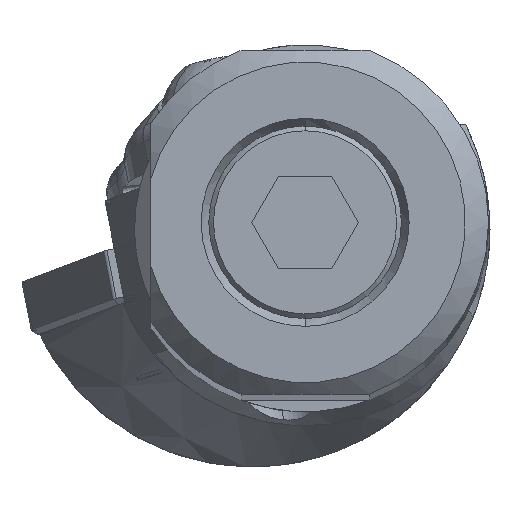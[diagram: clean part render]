
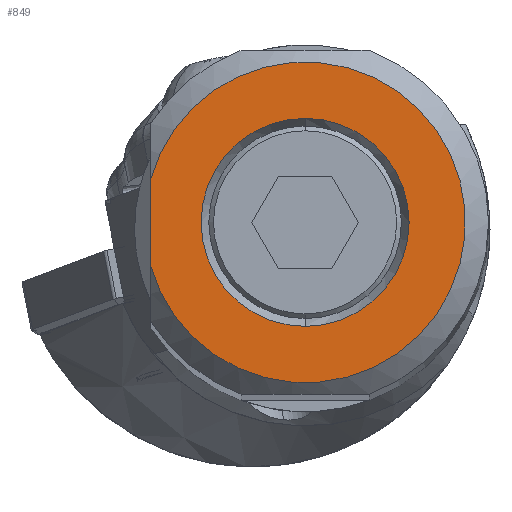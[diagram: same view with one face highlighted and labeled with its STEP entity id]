
A CAD part, top view. The second image highlights one B-rep face of the part: STEP entity #849.
In plain terms, the highlighted planar face has unit normal (0, 0, 1).
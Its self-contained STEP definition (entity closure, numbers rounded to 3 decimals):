
#849=ADVANCED_FACE('',(#1224,#1225),#1148,.T.);
#1148=PLANE('',#5391);
#1224=FACE_BOUND('',#1254,.T.);
#1225=FACE_BOUND('',#1255,.T.);
#1254=EDGE_LOOP('',(#2086,#2087));
#1255=EDGE_LOOP('',(#2088,#2089));
#1568=LINE('',#7343,#1826);
#1826=VECTOR('',#5979,1.);
#2086=ORIENTED_EDGE('',*,*,#4173,.F.);
#2087=ORIENTED_EDGE('',*,*,#4174,.T.);
#2088=ORIENTED_EDGE('',*,*,#4175,.F.);
#2089=ORIENTED_EDGE('',*,*,#4176,.F.);
#3664=VERTEX_POINT('',#7341);
#3665=VERTEX_POINT('',#7342);
#3666=VERTEX_POINT('',#7345);
#3667=VERTEX_POINT('',#7346);
#4173=EDGE_CURVE('',#3664,#3665,#4962,.T.);
#4174=EDGE_CURVE('',#3664,#3665,#1568,.T.);
#4175=EDGE_CURVE('',#3666,#3667,#4963,.T.);
#4176=EDGE_CURVE('',#3667,#3666,#4964,.T.);
#4962=CIRCLE('',#5388,13.875);
#4963=CIRCLE('',#5389,9.);
#4964=CIRCLE('',#5390,9.);
#5388=AXIS2_PLACEMENT_3D('',#7340,#5977,#5978);
#5389=AXIS2_PLACEMENT_3D('',#7344,#5980,#5981);
#5390=AXIS2_PLACEMENT_3D('',#7347,#5982,#5983);
#5391=AXIS2_PLACEMENT_3D('',#7348,#5984,#5985);
#5977=DIRECTION('',(0.,0.,-1.));
#5978=DIRECTION('',(-0.964,0.266,0.));
#5979=DIRECTION('',(0.,-1.,0.));
#5980=DIRECTION('',(0.,0.,1.));
#5981=DIRECTION('',(0.,-1.,0.));
#5982=DIRECTION('',(0.,0.,1.));
#5983=DIRECTION('',(0.,1.,0.));
#5984=DIRECTION('',(0.,0.,1.));
#5985=DIRECTION('',(1.,0.,0.));
#7340=CARTESIAN_POINT('',(0.,0.,0.));
#7341=CARTESIAN_POINT('',(-13.375,3.691,0.));
#7342=CARTESIAN_POINT('',(-13.375,-3.691,0.));
#7343=CARTESIAN_POINT('',(-13.375,3.691,0.));
#7344=CARTESIAN_POINT('',(0.,0.,0.));
#7345=CARTESIAN_POINT('',(0.,-9.,0.));
#7346=CARTESIAN_POINT('',(0.,9.,0.));
#7347=CARTESIAN_POINT('',(0.,0.,0.));
#7348=CARTESIAN_POINT('',(0.25,0.001,0.));
